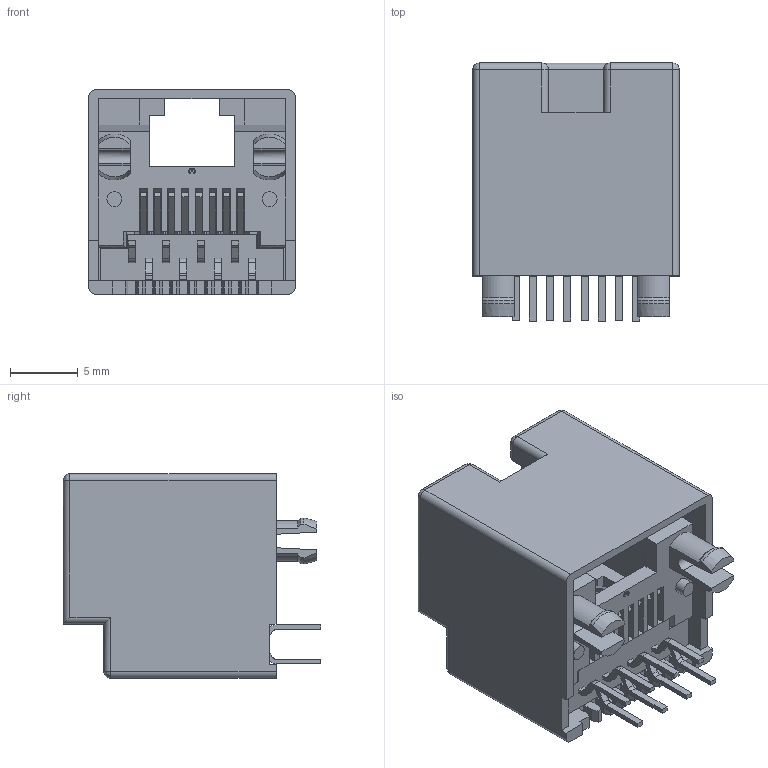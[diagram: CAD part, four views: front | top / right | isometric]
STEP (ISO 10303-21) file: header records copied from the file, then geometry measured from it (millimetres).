
FILE_DESCRIPTION(/* description */ ('STEP AP203'),/* implementation_level */ '2;1');
FILE_NAME(/* name */ 'MJ3415-88-2',/* time_stamp */ '2025-01-26T23:36:59+01:00',/* author */ ('License CC BY-ND 4.0'),/* organization */ ('CADENAS'),/* preprocessor_version */ 'ST-DEVELOPER v19.3',/* originating_system */ 'PARTsolutions',/* authorisation */ ' ');
FILE_SCHEMA (('CONFIG_CONTROL_DESIGN'));
Length unit declared in the file: millimetre
Products named in the file (2): MJ3415-88-2; MJ3415-88-2_PART1
Assembly tree (1 placements, depth 2):
  MJ3415-88-2
    MJ3415-88-2_PART1
Bounding box: 15.24 x 19 x 15.08 mm (x, y, z)
Volume: 1416.6 mm3; surface area: 3134.7 mm2
Topology: 1 solids, 1 shells, 649 faces, 1840 edges, 1206 vertices
Faces by surface type: plane 533, cylinder 102, cone 8, bspline 6
Full cylindrical faces by diameter (mm): 1.1 x2
Entity records: 25400 total; most frequent: CARTESIAN_POINT 3845, ORIENTED_EDGE 3676, DIRECTION 3308, EDGE_CURVE 1838, LINE 1618, VECTOR 1618, VERTEX_POINT 1206, AXIS2_PLACEMENT_3D 845
